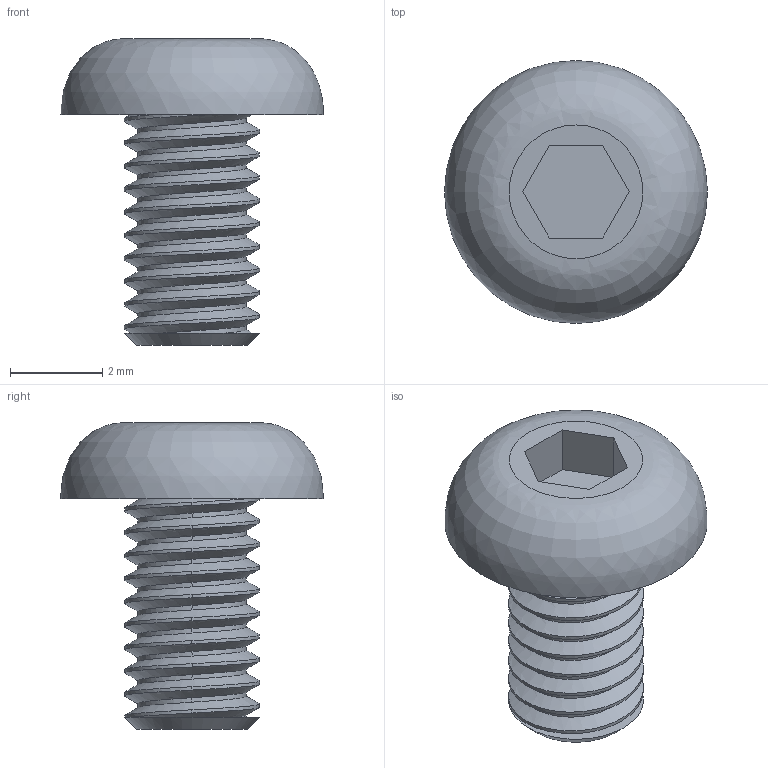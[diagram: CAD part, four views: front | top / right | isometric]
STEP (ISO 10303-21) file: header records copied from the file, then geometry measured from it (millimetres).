
FILE_DESCRIPTION(/* description */ (''),/* implementation_level */ '2;1');
FILE_NAME(/* name */ 'hex_socket_button_head_M3x05 v1.step',/* time_stamp */ '2023-01-31T14:09:50-06:00',/* author */ (''),/* organization */ (''),/* preprocessor_version */ 'ST-DEVELOPER v19.2',/* originating_system */ 'Autodesk Translation Framework v11.17.0.187',/* authorisation */ '');
FILE_SCHEMA (('AUTOMOTIVE_DESIGN { 1 0 10303 214 3 1 1 }'));
Length unit declared in the file: millimetre
Products named in the file (1): hex_socket_button_head_M3x05
Bounding box: 5.7 x 5.7 x 6.65 mm (x, y, z)
Volume: 58.3 mm3; surface area: 144.1 mm2
Topology: 1 solids, 1 shells, 36 faces, 94 edges, 62 vertices
Faces by surface type: cylinder 21, plane 11, bspline 3, cone 1
Full cylindrical faces by diameter (mm): 2.356 x2, 2.927 x5
Entity records: 2534 total; most frequent: CARTESIAN_POINT 1677, ORIENTED_EDGE 188, DIRECTION 124, EDGE_CURVE 94, VERTEX_POINT 62, B_SPLINE_CURVE_WITH_KNOTS 47, AXIS2_PLACEMENT_3D 43, EDGE_LOOP 38
